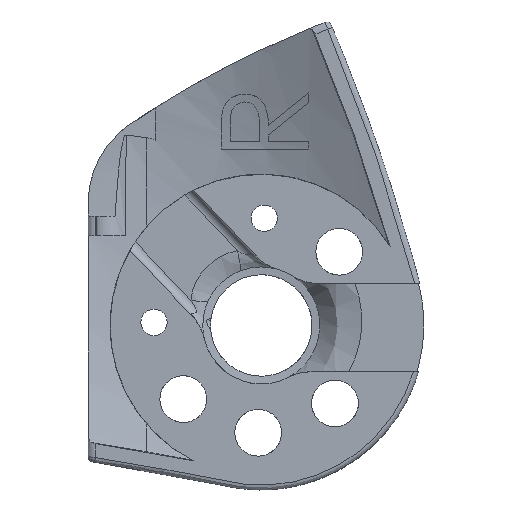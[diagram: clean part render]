
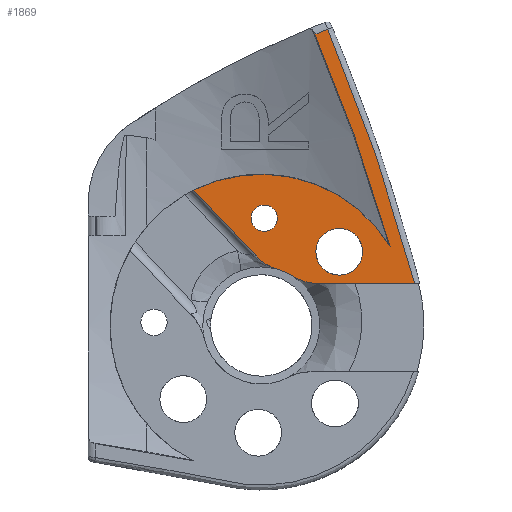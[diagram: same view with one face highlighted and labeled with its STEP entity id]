
A CAD part, left-side view. The second image highlights one B-rep face of the part: STEP entity #1869.
In plain terms, the highlighted planar face has unit normal (-1, 0, 0).
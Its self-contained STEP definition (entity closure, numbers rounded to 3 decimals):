
#18=PLANE('',#2028);
#71=LINE('',#7087,#123);
#72=LINE('',#7144,#124);
#123=VECTOR('',#2280,1000.);
#124=VECTOR('',#2285,1000.);
#183=FACE_BOUND('',#397,.T.);
#184=FACE_BOUND('',#398,.T.);
#268=FACE_OUTER_BOUND('',#396,.T.);
#396=EDGE_LOOP('',(#1355,#1356,#1357,#1358,#1359,#1360,#1361,#1362,#1363));
#397=EDGE_LOOP('',(#1364));
#398=EDGE_LOOP('',(#1365));
#518=CIRCLE('',#1981,1.35);
#526=CIRCLE('',#1995,2.4);
#545=CIRCLE('',#2029,6.);
#546=CIRCLE('',#2030,5.);
#547=CIRCLE('',#2031,99.);
#548=CIRCLE('',#2032,15.5);
#549=CIRCLE('',#2033,5.);
#640=B_SPLINE_CURVE_WITH_KNOTS('',3,(#7089,#7090,#7091,#7092,#7093,#7094,
#7095,#7096,#7097,#7098,#7099,#7100,#7101,#7102,#7103,#7104,#7105,#7106,
#7107,#7108,#7109,#7110,#7111,#7112,#7113,#7114,#7115,#7116,#7117,#7118,
#7119,#7120,#7121,#7122,#7123,#7124,#7125,#7126,#7127,#7128,#7129,#7130,
#7131),.UNSPECIFIED.,.F.,.F.,(4,3,3,3,3,3,3,3,3,3,3,3,3,3,4),(0.,
0.004,0.007,0.011,0.014,
0.014,0.021,0.021,0.024,
0.024,0.026,0.026,0.027,
0.027,0.028),.UNSPECIFIED.);
#641=B_SPLINE_CURVE_WITH_KNOTS('',3,(#7135,#7136,#7137,#7138,#7139,#7140),
 .UNSPECIFIED.,.F.,.F.,(4,2,4),(-2.304,-1.153,0.),
 .UNSPECIFIED.);
#760=VERTEX_POINT('',#5266);
#770=VERTEX_POINT('',#5683);
#825=VERTEX_POINT('',#7081);
#826=VERTEX_POINT('',#7082);
#827=VERTEX_POINT('',#7084);
#828=VERTEX_POINT('',#7086);
#829=VERTEX_POINT('',#7088);
#830=VERTEX_POINT('',#7132);
#831=VERTEX_POINT('',#7134);
#832=VERTEX_POINT('',#7141);
#833=VERTEX_POINT('',#7143);
#961=EDGE_CURVE('',#760,#760,#518,.T.);
#975=EDGE_CURVE('',#770,#770,#526,.T.);
#1037=EDGE_CURVE('',#825,#826,#545,.T.);
#1038=EDGE_CURVE('',#827,#826,#546,.T.);
#1039=EDGE_CURVE('',#827,#828,#71,.T.);
#1040=EDGE_CURVE('',#829,#828,#640,.T.);
#1041=EDGE_CURVE('',#830,#829,#547,.T.);
#1042=EDGE_CURVE('',#831,#830,#641,.T.);
#1043=EDGE_CURVE('',#831,#832,#548,.T.);
#1044=EDGE_CURVE('',#832,#833,#72,.T.);
#1045=EDGE_CURVE('',#825,#833,#549,.T.);
#1355=ORIENTED_EDGE('',*,*,#1037,.T.);
#1356=ORIENTED_EDGE('',*,*,#1038,.F.);
#1357=ORIENTED_EDGE('',*,*,#1039,.T.);
#1358=ORIENTED_EDGE('',*,*,#1040,.F.);
#1359=ORIENTED_EDGE('',*,*,#1041,.F.);
#1360=ORIENTED_EDGE('',*,*,#1042,.F.);
#1361=ORIENTED_EDGE('',*,*,#1043,.T.);
#1362=ORIENTED_EDGE('',*,*,#1044,.T.);
#1363=ORIENTED_EDGE('',*,*,#1045,.F.);
#1364=ORIENTED_EDGE('',*,*,#975,.T.);
#1365=ORIENTED_EDGE('',*,*,#961,.T.);
#1869=ADVANCED_FACE('',(#268,#183,#184),#18,.T.);
#1981=AXIS2_PLACEMENT_3D('',#5267,#2172,#2173);
#1995=AXIS2_PLACEMENT_3D('',#5684,#2200,#2201);
#2028=AXIS2_PLACEMENT_3D('',#7080,#2274,#2275);
#2029=AXIS2_PLACEMENT_3D('',#7083,#2276,#2277);
#2030=AXIS2_PLACEMENT_3D('',#7085,#2278,#2279);
#2031=AXIS2_PLACEMENT_3D('',#7133,#2281,#2282);
#2032=AXIS2_PLACEMENT_3D('',#7142,#2283,#2284);
#2033=AXIS2_PLACEMENT_3D('',#7145,#2286,#2287);
#2172=DIRECTION('center_axis',(1.,0.,0.));
#2173=DIRECTION('ref_axis',(0.,0.,-1.));
#2200=DIRECTION('center_axis',(1.,0.,0.));
#2201=DIRECTION('ref_axis',(0.,0.707,0.707));
#2274=DIRECTION('center_axis',(-1.,0.,0.));
#2275=DIRECTION('ref_axis',(0.,0.,-1.));
#2276=DIRECTION('center_axis',(1.,0.,0.));
#2277=DIRECTION('ref_axis',(0.,0.,-1.));
#2278=DIRECTION('center_axis',(1.,0.,0.));
#2279=DIRECTION('ref_axis',(0.,0.,-1.));
#2280=DIRECTION('',(0.,-1.,0.));
#2281=DIRECTION('center_axis',(1.,0.,0.));
#2282=DIRECTION('ref_axis',(0.,0.,-1.));
#2283=DIRECTION('center_axis',(-1.,0.,0.));
#2284=DIRECTION('ref_axis',(0.,0.,-1.));
#2285=DIRECTION('',(0.,-0.687,-0.727));
#2286=DIRECTION('center_axis',(1.,0.,0.));
#2287=DIRECTION('ref_axis',(0.,0.,-1.));
#5266=CARTESIAN_POINT('',(58.,-108.181,-2.509));
#5267=CARTESIAN_POINT('Origin',(58.,-108.181,-1.159));
#5683=CARTESIAN_POINT('',(58.,-115.864,-7.001));
#5684=CARTESIAN_POINT('Origin',(58.,-115.864,-4.601));
#7080=CARTESIAN_POINT('Origin',(58.,0.,0.));
#7081=CARTESIAN_POINT('',(58.,-109.558,-6.398));
#7082=CARTESIAN_POINT('',(58.,-111.069,-7.08));
#7083=CARTESIAN_POINT('Origin',(58.,-107.868,-12.155));
#7084=CARTESIAN_POINT('',(58.,-113.736,-7.851));
#7085=CARTESIAN_POINT('Origin',(58.,-113.736,-2.851));
#7086=CARTESIAN_POINT('',(58.,-123.601,-7.851));
#7087=CARTESIAN_POINT('',(58.,-112.049,-7.851));
#7088=CARTESIAN_POINT('',(58.,-114.686,18.213));
#7089=CARTESIAN_POINT('Ctrl Pts',(58.,-114.686,18.213));
#7090=CARTESIAN_POINT('Ctrl Pts',(58.,-115.232,16.921));
#7091=CARTESIAN_POINT('Ctrl Pts',(58.,-115.763,15.624));
#7092=CARTESIAN_POINT('Ctrl Pts',(58.,-116.281,14.321));
#7093=CARTESIAN_POINT('Ctrl Pts',(58.,-116.612,13.488));
#7094=CARTESIAN_POINT('Ctrl Pts',(58.,-116.938,12.652));
#7095=CARTESIAN_POINT('Ctrl Pts',(58.,-117.258,11.814));
#7096=CARTESIAN_POINT('Ctrl Pts',(58.,-117.766,10.483));
#7097=CARTESIAN_POINT('Ctrl Pts',(58.,-118.259,9.145));
#7098=CARTESIAN_POINT('Ctrl Pts',(58.,-118.738,7.802));
#7099=CARTESIAN_POINT('Ctrl Pts',(58.,-119.032,6.98));
#7100=CARTESIAN_POINT('Ctrl Pts',(58.,-119.32,6.155));
#7101=CARTESIAN_POINT('Ctrl Pts',(58.,-119.603,5.328));
#7102=CARTESIAN_POINT('Ctrl Pts',(58.,-119.619,5.282));
#7103=CARTESIAN_POINT('Ctrl Pts',(58.,-119.635,5.235));
#7104=CARTESIAN_POINT('Ctrl Pts',(58.,-119.651,5.188));
#7105=CARTESIAN_POINT('Ctrl Pts',(58.,-120.377,3.06));
#7106=CARTESIAN_POINT('Ctrl Pts',(58.,-121.066,0.921));
#7107=CARTESIAN_POINT('Ctrl Pts',(58.,-121.718,-1.228));
#7108=CARTESIAN_POINT('Ctrl Pts',(58.,-121.74,-1.298));
#7109=CARTESIAN_POINT('Ctrl Pts',(58.,-121.761,-1.369));
#7110=CARTESIAN_POINT('Ctrl Pts',(58.,-121.783,-1.44));
#7111=CARTESIAN_POINT('Ctrl Pts',(58.,-122.093,-2.468));
#7112=CARTESIAN_POINT('Ctrl Pts',(58.,-122.396,-3.498));
#7113=CARTESIAN_POINT('Ctrl Pts',(58.,-122.69,-4.531));
#7114=CARTESIAN_POINT('Ctrl Pts',(58.,-122.713,-4.613));
#7115=CARTESIAN_POINT('Ctrl Pts',(58.,-122.737,-4.696));
#7116=CARTESIAN_POINT('Ctrl Pts',(58.,-122.761,-4.779));
#7117=CARTESIAN_POINT('Ctrl Pts',(58.,-122.894,-5.248));
#7118=CARTESIAN_POINT('Ctrl Pts',(58.,-123.026,-5.718));
#7119=CARTESIAN_POINT('Ctrl Pts',(58.,-123.155,-6.188));
#7120=CARTESIAN_POINT('Ctrl Pts',(58.,-123.18,-6.277));
#7121=CARTESIAN_POINT('Ctrl Pts',(58.,-123.204,-6.366));
#7122=CARTESIAN_POINT('Ctrl Pts',(58.,-123.228,-6.455));
#7123=CARTESIAN_POINT('Ctrl Pts',(58.,-123.28,-6.643));
#7124=CARTESIAN_POINT('Ctrl Pts',(58.,-123.331,-6.831));
#7125=CARTESIAN_POINT('Ctrl Pts',(58.,-123.381,-7.018));
#7126=CARTESIAN_POINT('Ctrl Pts',(58.,-123.418,-7.157));
#7127=CARTESIAN_POINT('Ctrl Pts',(58.,-123.455,-7.296));
#7128=CARTESIAN_POINT('Ctrl Pts',(58.,-123.492,-7.434));
#7129=CARTESIAN_POINT('Ctrl Pts',(58.,-123.529,-7.573));
#7130=CARTESIAN_POINT('Ctrl Pts',(58.,-123.565,-7.712));
#7131=CARTESIAN_POINT('Ctrl Pts',(58.,-123.601,-7.851));
#7132=CARTESIAN_POINT('',(58.,-113.369,17.695));
#7133=CARTESIAN_POINT('Origin',(58.,-150.296,-74.161));
#7134=CARTESIAN_POINT('',(58.,-121.076,-4.043));
#7135=CARTESIAN_POINT('Ctrl Pts',(58.,-121.076,-4.043));
#7136=CARTESIAN_POINT('Ctrl Pts',(58.,-120.006,-0.351));
#7137=CARTESIAN_POINT('Ctrl Pts',(58.,-118.827,3.318));
#7138=CARTESIAN_POINT('Ctrl Pts',(58.,-116.258,10.565));
#7139=CARTESIAN_POINT('Ctrl Pts',(58.,-114.865,14.156));
#7140=CARTESIAN_POINT('Ctrl Pts',(58.,-113.369,17.695));
#7141=CARTESIAN_POINT('',(58.,-100.953,1.717));
#7142=CARTESIAN_POINT('Origin',(58.,-107.868,-12.155));
#7143=CARTESIAN_POINT('',(58.,-107.331,-5.034));
#7144=CARTESIAN_POINT('',(58.,-111.139,-9.064));
#7145=CARTESIAN_POINT('Origin',(58.,-110.966,-1.6));
